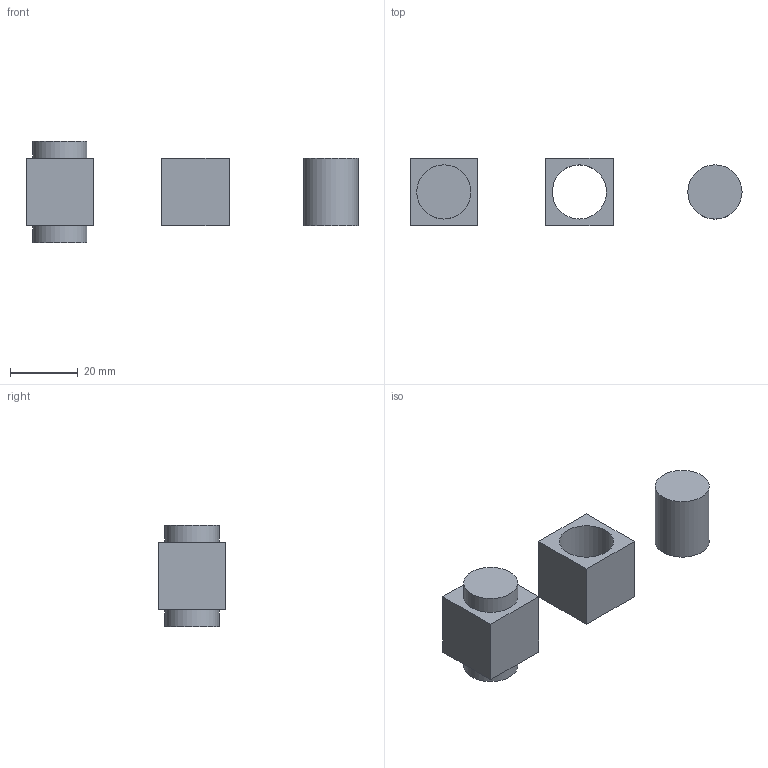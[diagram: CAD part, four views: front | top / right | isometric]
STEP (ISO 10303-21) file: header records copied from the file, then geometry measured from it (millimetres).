
FILE_DESCRIPTION(('Open CASCADE Model'),'2;1');
FILE_NAME('Open CASCADE Shape Model','2026-04-09T02:51:46',('Author'),( 'Open CASCADE'),'Open CASCADE STEP processor 7.9','Open CASCADE 7.9' ,'Unknown');
FILE_SCHEMA(('AUTOMOTIVE_DESIGN { 1 0 10303 214 1 1 1 1 }'));
Length unit declared in the file: millimetre
Products named in the file (1): COMPOUND
Bounding box: 98 x 20 x 30 mm (x, y, z)
Volume: 18010.6 mm3; surface area: 7313.3 mm2
Topology: 3 solids, 3 shells, 20 faces, 36 edges, 24 vertices
Faces by surface type: plane 16, cylinder 4
Full cylindrical faces by diameter (mm): 16 x4
Entity records: 1109 total; most frequent: DIRECTION 158, CARTESIAN_POINT 153, LINE 92, VECTOR 92, ORIENTED_EDGE 72, PCURVE 72, DEFINITIONAL_REPRESENTATION 72, EDGE_CURVE 36
